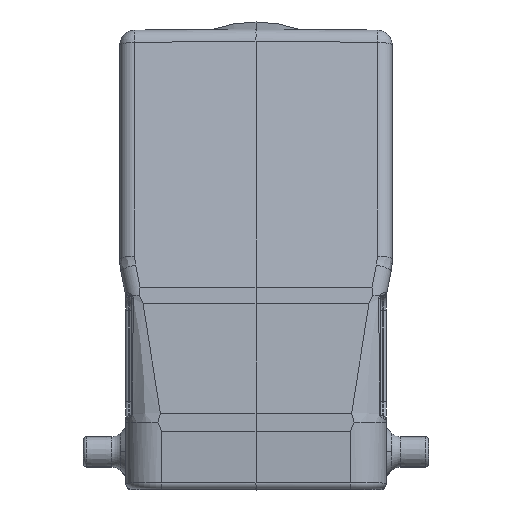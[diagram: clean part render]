
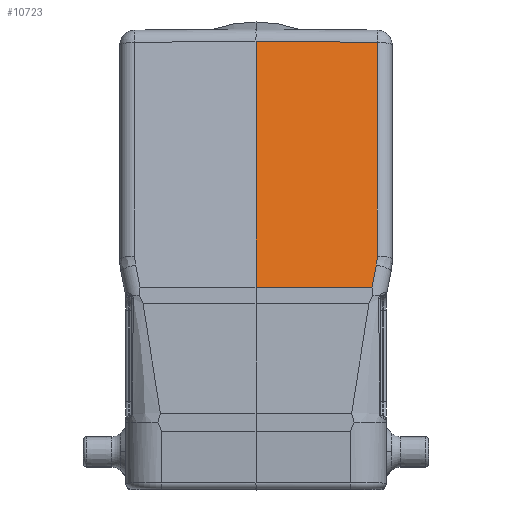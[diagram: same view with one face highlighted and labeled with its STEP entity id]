
A CAD part, top view. The second image highlights one B-rep face of the part: STEP entity #10723.
In plain terms, the highlighted planar face has unit normal (0.009, 0.19, 0.982).
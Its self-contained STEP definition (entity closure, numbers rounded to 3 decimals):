
#158=CARTESIAN_POINT('',(19.146,-21.241,44.32));
#171=DIRECTION('',(0.,-0.982,0.19));
#172=VECTOR('',#171,41.382);
#173=CARTESIAN_POINT('',(0.,19.39,36.641));
#174=LINE('',#173,#172);
#175=DIRECTION('',(-1.,0.009,0.007));
#176=VECTOR('',#175,20.023);
#177=CARTESIAN_POINT('',(20.022,19.215,36.497));
#178=LINE('',#177,#176);
#179=CARTESIAN_POINT('',(19.876,-17.591,43.609));
#180=CARTESIAN_POINT('',(19.973,-17.107,43.514));
#181=CARTESIAN_POINT('',(20.022,-16.614,43.419));
#182=CARTESIAN_POINT('',(20.022,-16.12,43.323));
#184=DIRECTION('',(0.193,0.963,-0.188));
#185=VECTOR('',#184,3.79);
#186=CARTESIAN_POINT('',(19.146,-21.241,44.32));
#187=LINE('',#186,#185);
#188=DIRECTION('',(1.,0.,-0.009));
#189=VECTOR('',#188,19.147);
#190=CARTESIAN_POINT('',(0.,-21.241,44.49));
#191=LINE('',#190,#189);
#1843=DIRECTION('',(0.,-0.982,0.19));
#1844=VECTOR('',#1843,35.988);
#1845=CARTESIAN_POINT('',(20.022,19.215,36.497));
#1846=LINE('',#1845,#1844);
#9312=CARTESIAN_POINT('',(19.876,-17.591,43.609));
#9314=VERTEX_POINT('',#9312);
#9379=CARTESIAN_POINT('',(20.022,19.215,36.497));
#9380=CARTESIAN_POINT('',(20.022,-16.12,43.323));
#9381=VERTEX_POINT('',#9379);
#9382=VERTEX_POINT('',#9380);
#9445=CARTESIAN_POINT('',(0.,19.39,36.641));
#9446=CARTESIAN_POINT('',(0.,-21.241,44.49));
#9447=VERTEX_POINT('',#9445);
#9448=VERTEX_POINT('',#9446);
#9941=VERTEX_POINT('',#158);
#10705=CARTESIAN_POINT('',(0.,-22.585,44.75));
#10706=DIRECTION('',(0.009,0.19,0.982));
#10707=DIRECTION('',(0.,-0.982,0.19));
#10708=AXIS2_PLACEMENT_3D('',#10705,#10706,#10707);
#10709=PLANE('',#10708);
#10711=ORIENTED_EDGE('',*,*,#10710,.F.);
#10713=ORIENTED_EDGE('',*,*,#10712,.F.);
#10715=ORIENTED_EDGE('',*,*,#10714,.T.);
#10717=ORIENTED_EDGE('',*,*,#10716,.F.);
#10719=ORIENTED_EDGE('',*,*,#10718,.F.);
#10720=ORIENTED_EDGE('',*,*,#10695,.F.);
#10721=EDGE_LOOP('',(#10711,#10713,#10715,#10717,#10719,#10720));
#10722=FACE_OUTER_BOUND('',#10721,.F.);
#183=B_SPLINE_CURVE_WITH_KNOTS('',3,(#179,#180,#181,#182),.UNSPECIFIED.,.F.,.F.,
(4,4),(0.,1.),.UNSPECIFIED.);
#10695=EDGE_CURVE('',#9448,#9941,#191,.T.);
#10710=EDGE_CURVE('',#9447,#9448,#174,.T.);
#10712=EDGE_CURVE('',#9381,#9447,#178,.T.);
#10714=EDGE_CURVE('',#9381,#9382,#1846,.T.);
#10716=EDGE_CURVE('',#9314,#9382,#183,.T.);
#10718=EDGE_CURVE('',#9941,#9314,#187,.T.);
#10723=ADVANCED_FACE('',(#10722),#10709,.T.);
